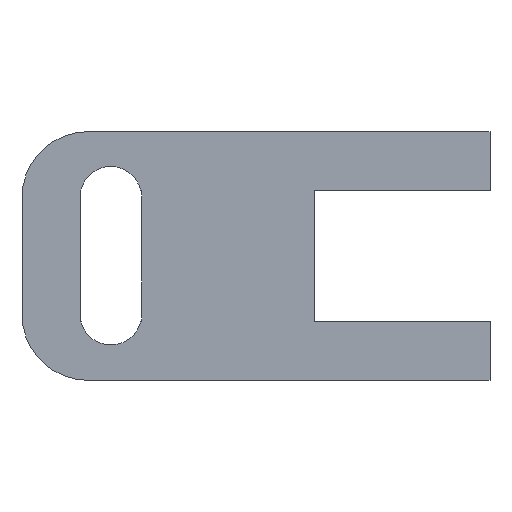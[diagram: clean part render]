
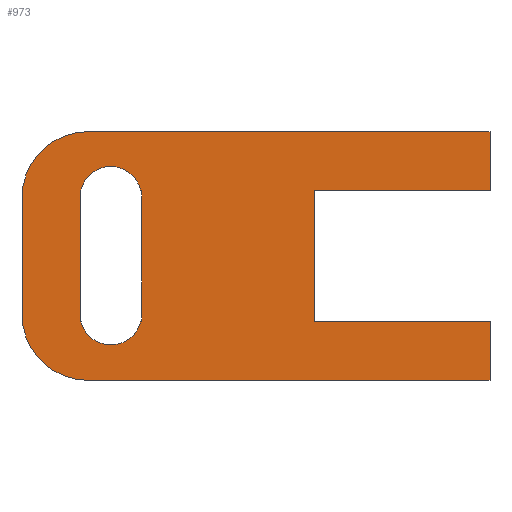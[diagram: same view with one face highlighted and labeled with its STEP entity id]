
A CAD part, front view. The second image highlights one B-rep face of the part: STEP entity #973.
In plain terms, the highlighted planar face has unit normal (0, -1, 0).
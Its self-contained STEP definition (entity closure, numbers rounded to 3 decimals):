
#16=FACE_BOUND('',#128,.T.);
#35=PLANE('',#1062);
#76=FACE_OUTER_BOUND('',#127,.T.);
#127=EDGE_LOOP('',(#747,#748,#749,#750,#751,#752,#753,#754,#755,#756));
#128=EDGE_LOOP('',(#757,#758,#759,#760,#761,#762,#763,#764,#765,#766,#767));
#177=LINE('',#1444,#283);
#181=LINE('',#1455,#287);
#189=LINE('',#1479,#295);
#191=LINE('',#1482,#297);
#198=LINE('',#1502,#304);
#207=LINE('',#1519,#313);
#221=LINE('',#1551,#327);
#222=LINE('',#1553,#328);
#223=LINE('',#1554,#329);
#224=LINE('',#1556,#330);
#225=LINE('',#1557,#331);
#226=LINE('',#1559,#332);
#227=LINE('',#1563,#333);
#228=LINE('',#1567,#334);
#229=LINE('',#1568,#335);
#283=VECTOR('',#1151,10.);
#287=VECTOR('',#1161,10.);
#295=VECTOR('',#1179,10.);
#297=VECTOR('',#1183,10.);
#304=VECTOR('',#1202,10.);
#313=VECTOR('',#1213,10.);
#327=VECTOR('',#1243,10.);
#328=VECTOR('',#1246,10.);
#329=VECTOR('',#1247,10.);
#330=VECTOR('',#1248,10.);
#331=VECTOR('',#1249,10.);
#332=VECTOR('',#1250,10.);
#333=VECTOR('',#1253,10.);
#334=VECTOR('',#1256,10.);
#335=VECTOR('',#1257,10.);
#376=CIRCLE('',#1029,4.5);
#383=CIRCLE('',#1039,4.5);
#390=CIRCLE('',#1058,2.1);
#391=CIRCLE('',#1060,2.1);
#392=CIRCLE('',#1063,2.1);
#393=CIRCLE('',#1064,2.1);
#414=VERTEX_POINT('',#1402);
#415=VERTEX_POINT('',#1403);
#433=VERTEX_POINT('',#1443);
#434=VERTEX_POINT('',#1447);
#436=VERTEX_POINT('',#1452);
#437=VERTEX_POINT('',#1454);
#442=VERTEX_POINT('',#1466);
#448=VERTEX_POINT('',#1477);
#455=VERTEX_POINT('',#1501);
#462=VERTEX_POINT('',#1517);
#468=VERTEX_POINT('',#1537);
#469=VERTEX_POINT('',#1538);
#470=VERTEX_POINT('',#1543);
#471=VERTEX_POINT('',#1544);
#472=VERTEX_POINT('',#1549);
#473=VERTEX_POINT('',#1555);
#474=VERTEX_POINT('',#1558);
#475=VERTEX_POINT('',#1560);
#476=VERTEX_POINT('',#1562);
#477=VERTEX_POINT('',#1564);
#478=VERTEX_POINT('',#1566);
#510=EDGE_CURVE('',#414,#415,#376,.T.);
#530=EDGE_CURVE('',#415,#433,#177,.T.);
#532=EDGE_CURVE('',#433,#434,#383,.T.);
#535=EDGE_CURVE('',#437,#436,#181,.T.);
#547=EDGE_CURVE('',#442,#448,#189,.T.);
#549=EDGE_CURVE('',#442,#436,#191,.T.);
#558=EDGE_CURVE('',#455,#437,#198,.T.);
#567=EDGE_CURVE('',#448,#462,#207,.T.);
#576=EDGE_CURVE('',#468,#469,#390,.T.);
#579=EDGE_CURVE('',#470,#471,#391,.T.);
#583=EDGE_CURVE('',#469,#472,#221,.T.);
#584=EDGE_CURVE('',#455,#414,#222,.T.);
#585=EDGE_CURVE('',#462,#434,#223,.T.);
#586=EDGE_CURVE('',#473,#472,#224,.T.);
#587=EDGE_CURVE('',#473,#470,#225,.T.);
#588=EDGE_CURVE('',#471,#474,#226,.T.);
#589=EDGE_CURVE('',#475,#474,#392,.T.);
#590=EDGE_CURVE('',#476,#475,#227,.T.);
#591=EDGE_CURVE('',#477,#476,#393,.T.);
#592=EDGE_CURVE('',#478,#477,#228,.T.);
#593=EDGE_CURVE('',#478,#468,#229,.T.);
#747=ORIENTED_EDGE('',*,*,#510,.F.);
#748=ORIENTED_EDGE('',*,*,#584,.F.);
#749=ORIENTED_EDGE('',*,*,#558,.T.);
#750=ORIENTED_EDGE('',*,*,#535,.T.);
#751=ORIENTED_EDGE('',*,*,#549,.F.);
#752=ORIENTED_EDGE('',*,*,#547,.T.);
#753=ORIENTED_EDGE('',*,*,#567,.T.);
#754=ORIENTED_EDGE('',*,*,#585,.T.);
#755=ORIENTED_EDGE('',*,*,#532,.F.);
#756=ORIENTED_EDGE('',*,*,#530,.F.);
#757=ORIENTED_EDGE('',*,*,#576,.T.);
#758=ORIENTED_EDGE('',*,*,#583,.T.);
#759=ORIENTED_EDGE('',*,*,#586,.F.);
#760=ORIENTED_EDGE('',*,*,#587,.T.);
#761=ORIENTED_EDGE('',*,*,#579,.T.);
#762=ORIENTED_EDGE('',*,*,#588,.T.);
#763=ORIENTED_EDGE('',*,*,#589,.F.);
#764=ORIENTED_EDGE('',*,*,#590,.F.);
#765=ORIENTED_EDGE('',*,*,#591,.F.);
#766=ORIENTED_EDGE('',*,*,#592,.F.);
#767=ORIENTED_EDGE('',*,*,#593,.T.);
#973=ADVANCED_FACE('',(#76,#16),#35,.T.);
#1029=AXIS2_PLACEMENT_3D('',#1404,#1120,#1121);
#1039=AXIS2_PLACEMENT_3D('',#1448,#1155,#1156);
#1058=AXIS2_PLACEMENT_3D('',#1539,#1230,#1231);
#1060=AXIS2_PLACEMENT_3D('',#1545,#1236,#1237);
#1062=AXIS2_PLACEMENT_3D('',#1552,#1244,#1245);
#1063=AXIS2_PLACEMENT_3D('',#1561,#1251,#1252);
#1064=AXIS2_PLACEMENT_3D('',#1565,#1254,#1255);
#1120=DIRECTION('center_axis',(0.,1.,0.));
#1121=DIRECTION('ref_axis',(-0.707,0.,-0.707));
#1151=DIRECTION('',(0.,0.,1.));
#1155=DIRECTION('center_axis',(0.,1.,0.));
#1156=DIRECTION('ref_axis',(-0.707,0.,0.707));
#1161=DIRECTION('',(-1.,0.,0.));
#1179=DIRECTION('',(1.,0.,0.));
#1183=DIRECTION('',(0.,0.,-1.));
#1202=DIRECTION('',(0.,0.,1.));
#1213=DIRECTION('',(0.,0.,1.));
#1230=DIRECTION('center_axis',(0.,1.,0.));
#1231=DIRECTION('ref_axis',(1.,0.,0.));
#1236=DIRECTION('center_axis',(0.,1.,0.));
#1237=DIRECTION('ref_axis',(-1.,0.,0.));
#1243=DIRECTION('',(-1.,0.,0.));
#1244=DIRECTION('center_axis',(0.,-1.,0.));
#1245=DIRECTION('ref_axis',(1.,0.,0.));
#1246=DIRECTION('',(-1.,0.,0.));
#1247=DIRECTION('',(-1.,0.,0.));
#1248=DIRECTION('',(0.,0.,-1.));
#1249=DIRECTION('',(1.,0.,0.));
#1250=DIRECTION('',(1.,0.,0.));
#1251=DIRECTION('center_axis',(0.,-1.,0.));
#1252=DIRECTION('ref_axis',(1.,0.,0.));
#1253=DIRECTION('',(0.,0.,1.));
#1254=DIRECTION('center_axis',(0.,-1.,0.));
#1255=DIRECTION('ref_axis',(-1.,0.,0.));
#1256=DIRECTION('',(0.,0.,1.));
#1257=DIRECTION('',(-1.,0.,0.));
#1402=CARTESIAN_POINT('',(-20.5,-11.,0.));
#1403=CARTESIAN_POINT('',(-25.,-11.,4.5));
#1404=CARTESIAN_POINT('Origin',(-20.5,-11.,4.5));
#1443=CARTESIAN_POINT('',(-25.,-11.,12.5));
#1444=CARTESIAN_POINT('',(-25.,-11.,0.));
#1447=CARTESIAN_POINT('',(-20.5,-11.,17.));
#1448=CARTESIAN_POINT('Origin',(-20.5,-11.,12.5));
#1452=CARTESIAN_POINT('',(-5.,-11.,4.));
#1454=CARTESIAN_POINT('',(7.,-11.,4.));
#1455=CARTESIAN_POINT('',(-7.,-11.,4.));
#1466=CARTESIAN_POINT('',(-5.,-11.,13.));
#1477=CARTESIAN_POINT('',(7.,-11.,13.));
#1479=CARTESIAN_POINT('',(0.,-11.,13.));
#1482=CARTESIAN_POINT('',(-5.,-11.,6.25));
#1501=CARTESIAN_POINT('',(7.,-11.,0.));
#1502=CARTESIAN_POINT('',(7.,-11.,0.));
#1517=CARTESIAN_POINT('',(7.,-11.,17.));
#1519=CARTESIAN_POINT('',(7.,-11.,0.));
#1537=CARTESIAN_POINT('',(-16.893,-11.,4.));
#1538=CARTESIAN_POINT('',(-20.964,-11.,4.));
#1539=CARTESIAN_POINT('Origin',(-18.928,-11.,4.515));
#1543=CARTESIAN_POINT('',(-20.972,-11.,13.));
#1544=CARTESIAN_POINT('',(-16.885,-11.,13.));
#1545=CARTESIAN_POINT('Origin',(-18.928,-11.,12.515));
#1549=CARTESIAN_POINT('',(-21.,-11.,4.));
#1551=CARTESIAN_POINT('',(-7.,-11.,4.));
#1552=CARTESIAN_POINT('Origin',(-7.,-11.,0.));
#1553=CARTESIAN_POINT('',(-7.,-11.,0.));
#1554=CARTESIAN_POINT('',(-7.,-11.,17.));
#1555=CARTESIAN_POINT('',(-21.,-11.,13.));
#1556=CARTESIAN_POINT('',(-21.,-11.,6.25));
#1557=CARTESIAN_POINT('',(-7.,-11.,13.));
#1558=CARTESIAN_POINT('',(-16.857,-11.,13.));
#1559=CARTESIAN_POINT('',(-7.,-11.,13.));
#1560=CARTESIAN_POINT('',(-16.8,-11.,12.515));
#1561=CARTESIAN_POINT('Origin',(-18.9,-11.,12.515));
#1562=CARTESIAN_POINT('',(-16.8,-11.,4.515));
#1563=CARTESIAN_POINT('',(-16.8,-11.,10.508));
#1564=CARTESIAN_POINT('',(-16.857,-11.,4.03));
#1565=CARTESIAN_POINT('Origin',(-18.9,-11.,4.515));
#1566=CARTESIAN_POINT('',(-16.857,-11.,4.));
#1567=CARTESIAN_POINT('',(-16.857,-11.,6.265));
#1568=CARTESIAN_POINT('',(-7.,-11.,4.));
